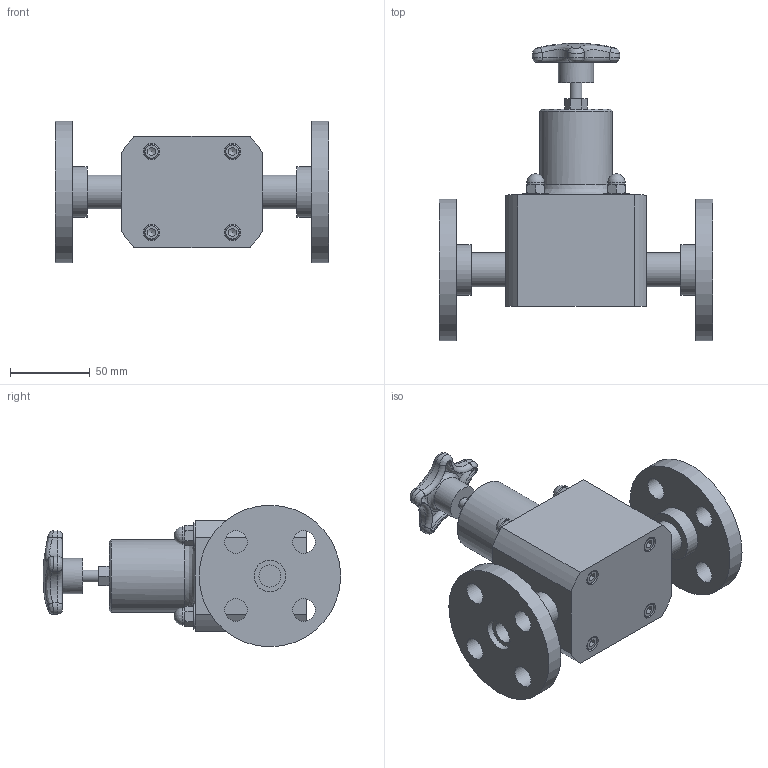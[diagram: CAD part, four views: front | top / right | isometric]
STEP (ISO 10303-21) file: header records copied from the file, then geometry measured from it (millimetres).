
FILE_DESCRIPTION((''),'2;1');
FILE_NAME('TVBF50-PP_R0.ipt.stp','2017-04-04T12:10:40',(''),(''),'Autodesk Inventor 2009','Autodesk Inventor 2009','');
FILE_SCHEMA(('AUTOMOTIVE_DESIGN { 1 0 10303 214 1 1 1 1 }'));
Length unit declared in the file: inch
Products named in the file (1): TVBF50-PP_R0
Bounding box: 171.45 x 186.73 x 88.9 mm (x, y, z)
Volume: 669298 mm3; surface area: 90353.8 mm2
Topology: 1 solids, 5 shells, 361 faces, 843 edges, 517 vertices
Faces by surface type: plane 152, bspline 105, cylinder 61, sphere 17, torus 15, cone 11
Full cylindrical faces by diameter (mm): 4.445 x4, 7.442 x1, 9.525 x4, 10.998 x4, 13.868 x2, 14.224 x8, 15.875 x4, 19.812 x2, 21.336 x2, 22.098 x1, 31.75 x2, 45.72 x1, 88.9 x2
Entity records: 14132 total; most frequent: CARTESIAN_POINT 6411, ORIENTED_EDGE 1528, DIRECTION 1430, EDGE_CURVE 764, AXIS2_PLACEMENT_3D 612, VERTEX_POINT 505, EDGE_LOOP 469, FACE_OUTER_BOUND 361
